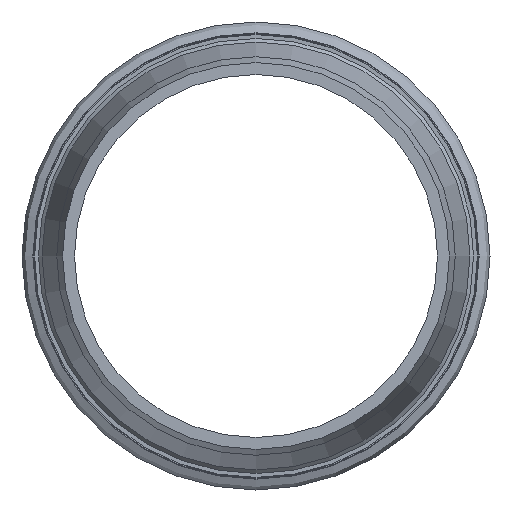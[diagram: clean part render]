
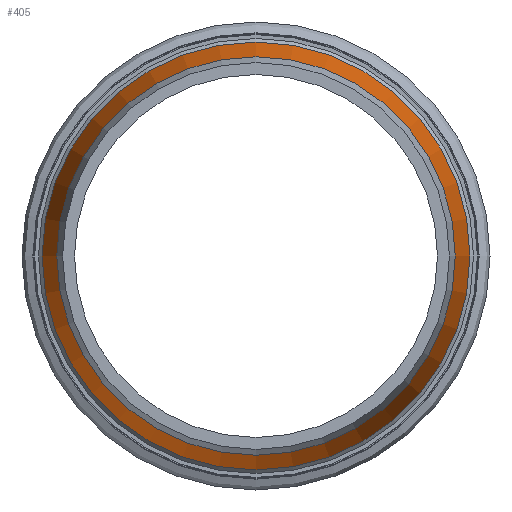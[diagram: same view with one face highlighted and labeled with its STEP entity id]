
A CAD part, front view. The second image highlights one B-rep face of the part: STEP entity #405.
In plain terms, the highlighted conical face has half-angle 13.312 degrees and reference radius 57.025 mm.
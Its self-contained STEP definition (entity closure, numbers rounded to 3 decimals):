
#37=CONICAL_SURFACE('',#466,57.025,13.312);
#63=FACE_BOUND('',#158,.T.);
#100=FACE_OUTER_BOUND('',#157,.T.);
#157=EDGE_LOOP('',(#342));
#158=EDGE_LOOP('',(#343));
#191=CIRCLE('',#425,55.);
#212=CIRCLE('',#465,59.05);
#228=VERTEX_POINT('',#650);
#249=VERTEX_POINT('',#711);
#265=EDGE_CURVE('',#228,#228,#191,.T.);
#286=EDGE_CURVE('',#249,#249,#212,.T.);
#342=ORIENTED_EDGE('',*,*,#286,.T.);
#343=ORIENTED_EDGE('',*,*,#265,.F.);
#405=ADVANCED_FACE('',(#100,#63),#37,.T.);
#425=AXIS2_PLACEMENT_3D('',#651,#502,#503);
#465=AXIS2_PLACEMENT_3D('',#712,#582,#583);
#466=AXIS2_PLACEMENT_3D('',#713,#584,#585);
#502=DIRECTION('center_axis',(0.,-1.,0.));
#503=DIRECTION('ref_axis',(1.,0.,0.));
#582=DIRECTION('center_axis',(0.,-1.,0.));
#583=DIRECTION('ref_axis',(1.,0.,0.));
#584=DIRECTION('center_axis',(0.,1.,0.));
#585=DIRECTION('ref_axis',(1.,0.,0.));
#650=CARTESIAN_POINT('',(55.,2742.804,0.));
#651=CARTESIAN_POINT('Origin',(0.,2742.804,0.));
#711=CARTESIAN_POINT('',(59.05,2759.922,0.));
#712=CARTESIAN_POINT('Origin',(0.,2759.922,0.));
#713=CARTESIAN_POINT('Origin',(0.,2751.363,0.));
